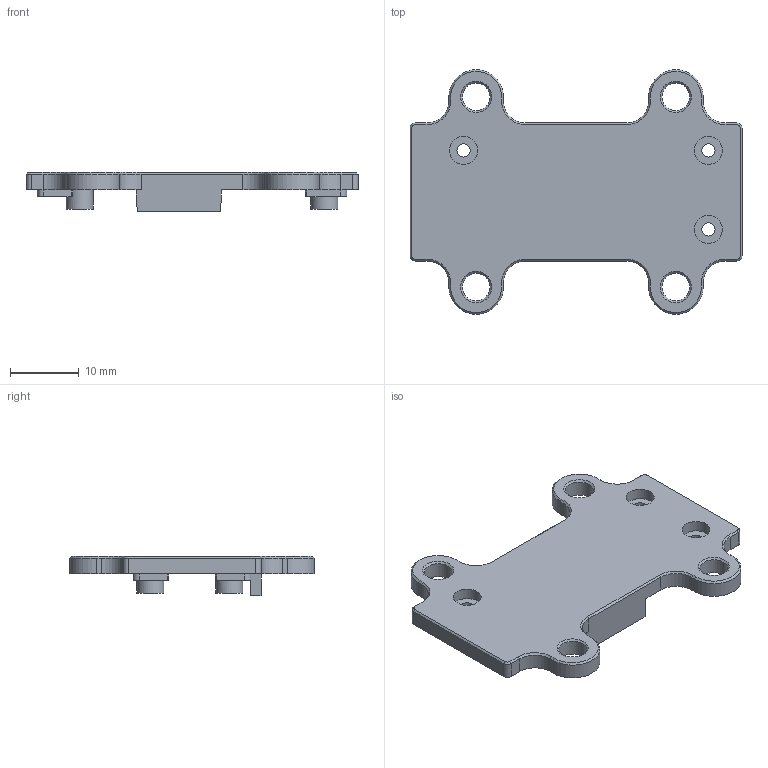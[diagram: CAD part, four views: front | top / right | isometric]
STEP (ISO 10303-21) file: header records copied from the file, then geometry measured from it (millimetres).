
FILE_DESCRIPTION(/* description */ (''),/* implementation_level */ '2;1');
FILE_NAME(/* name */ 'LIDAR-Lite_Cover_RevC v1.step',/* time_stamp */ '2017-04-28T14:30:17-07:00',/* author */ (''),/* organization */ (''),/* preprocessor_version */ 'ST-DEVELOPER v16.13',/* originating_system */ 'Autodesk Translation Framework v6.1.1.50',/* authorisation */ '');
FILE_SCHEMA (('AUTOMOTIVE_DESIGN { 1 0 10303 214 3 1 1 }'));
Length unit declared in the file: millimetre
Products named in the file (1): LIDAR-Lite_Cover_RevC v1
Bounding box: 48.26 x 35.56 x 5.71 mm (x, y, z)
Volume: 2464.5 mm3; surface area: 3325.4 mm2
Topology: 1 solids, 1 shells, 180 faces, 476 edges, 304 vertices
Faces by surface type: plane 108, cylinder 52, cone 20
Full cylindrical faces by diameter (mm): 1.93 x3, 3.912 x3, 4.039 x4, 4.064 x3
Entity records: 5465 total; most frequent: DIRECTION 945, CARTESIAN_POINT 938, ORIENTED_EDGE 912, EDGE_CURVE 456, LINE 329, VECTOR 329, AXIS2_PLACEMENT_3D 308, VERTEX_POINT 301
